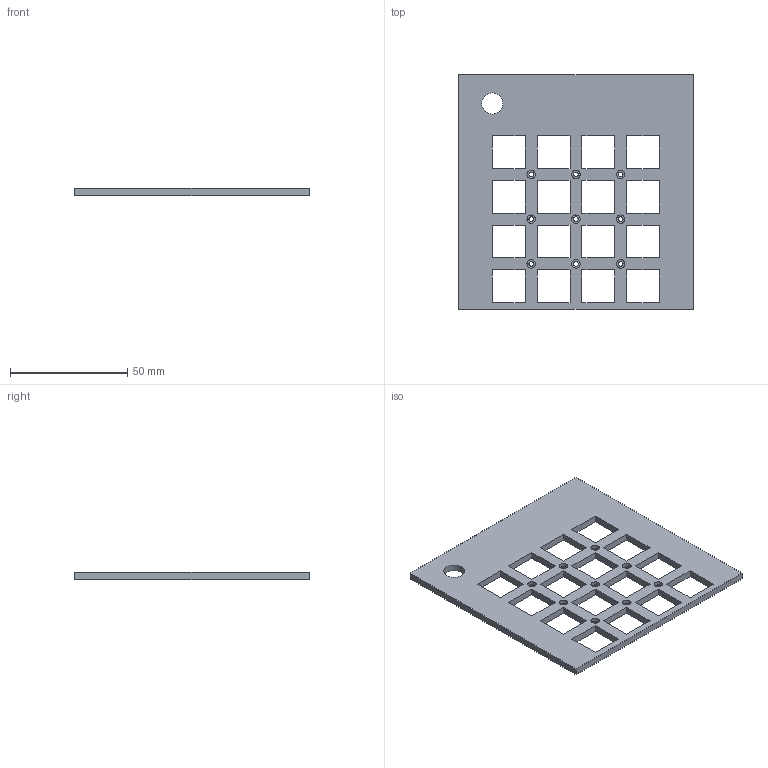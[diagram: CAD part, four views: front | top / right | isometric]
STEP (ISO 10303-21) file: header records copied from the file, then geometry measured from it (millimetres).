
FILE_DESCRIPTION(('HOOPS Exchange Step'),'2;1');
FILE_NAME('temp_export','2024-10-08T23:37:20+02:00',('emrek'),('Shapr3D Limited'),'HOOPS Exchange 2024.2','Shapr3D','Authorized');
FILE_SCHEMA( ('AP242_MANAGED_MODEL_BASED_3D_ENGINEERING_MIM_LF {1 0 10303 442 1 1 4 }') );
Length unit declared in the file: millimetre
Products named in the file (1): root
Bounding box: 100 x 100 x 3 mm (x, y, z)
Volume: 20215.8 mm3; surface area: 17759.5 mm2
Topology: 1 solids, 1 shells, 98 faces, 261 edges, 174 vertices
Faces by surface type: plane 79, cylinder 19
Full cylindrical faces by diameter (mm): 2 x9, 3.6 x9, 9 x1
Entity records: 3163 total; most frequent: CARTESIAN_POINT 535, ORIENTED_EDGE 522, DIRECTION 499, EDGE_CURVE 261, VECTOR 223, LINE 223, VERTEX_POINT 174, EDGE_LOOP 159
